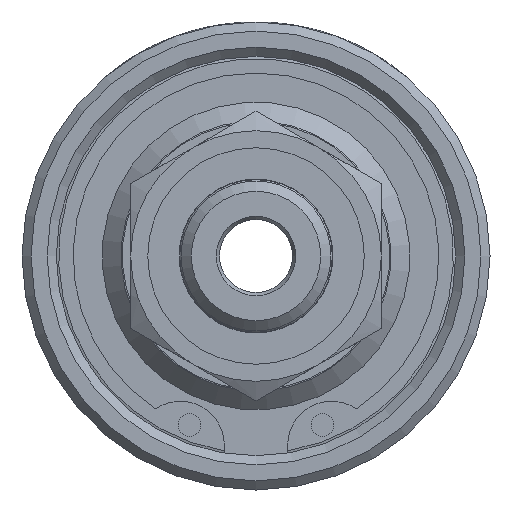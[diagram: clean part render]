
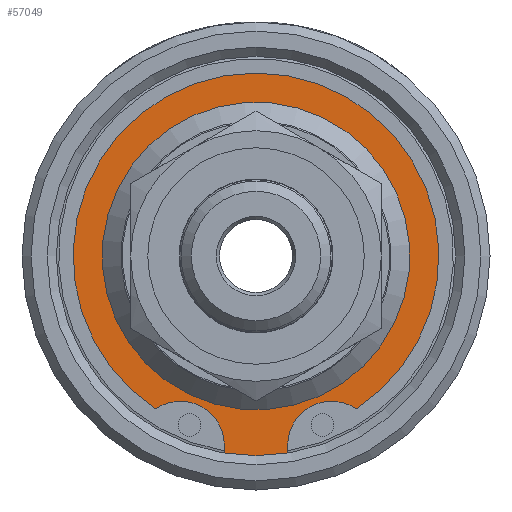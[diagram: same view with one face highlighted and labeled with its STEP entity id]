
A CAD part, left-side view. The second image highlights one B-rep face of the part: STEP entity #57049.
In plain terms, the highlighted planar face has unit normal (-1, 0, 0).
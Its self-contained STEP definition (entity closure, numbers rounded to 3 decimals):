
#56602=CARTESIAN_POINT('',(32.2,18.77,0.));
#56603=VERTEX_POINT('',#56602);
#56604=CARTESIAN_POINT('',(32.2,0.,0.));
#56605=DIRECTION('',(1.0,0.0,0.0));
#56606=DIRECTION('',(0.0,1.0,0.0));
#56607=AXIS2_PLACEMENT_3D('',#56604,#56605,#56606);
#56608=CIRCLE('',#56607,18.77);
#56609=EDGE_CURVE('',#56603,#56603,#56608,.T.);
#56757=CARTESIAN_POINT('',(32.2,-2.781,-18.384));
#56758=VERTEX_POINT('',#56757);
#56765=CARTESIAN_POINT('',(32.2,2.781,-18.384));
#56766=VERTEX_POINT('',#56765);
#56767=CARTESIAN_POINT('',(32.2,0.,0.));
#56768=DIRECTION('',(-1.0,0.,0.));
#56769=DIRECTION('',(0.,-0.15,-0.989));
#56770=AXIS2_PLACEMENT_3D('',#56767,#56768,#56769);
#56771=CIRCLE('',#56770,18.593);
#56772=EDGE_CURVE('',#56758,#56766,#56771,.T.);
#56797=CARTESIAN_POINT('',(32.2,-2.781,-16.594));
#56798=VERTEX_POINT('',#56797);
#56805=CARTESIAN_POINT('',(32.2,-2.781,-16.594));
#56806=DIRECTION('',(0.0,0.0,-1.0));
#56807=VECTOR('',#56806,1.79);
#56808=LINE('',#56805,#56807);
#56809=EDGE_CURVE('',#56798,#56758,#56808,.T.);
#56878=CARTESIAN_POINT('',(32.2,2.781,-16.594));
#56879=VERTEX_POINT('',#56878);
#56880=CARTESIAN_POINT('',(32.2,2.781,-18.384));
#56881=DIRECTION('',(0.0,0.0,1.0));
#56882=VECTOR('',#56881,1.79);
#56883=LINE('',#56880,#56882);
#56884=EDGE_CURVE('',#56766,#56879,#56883,.T.);
#56908=CARTESIAN_POINT('',(32.2,8.807,-13.421));
#56909=VERTEX_POINT('',#56908);
#56910=CARTESIAN_POINT('',(32.2,6.629,-16.594));
#56911=DIRECTION('',(1.0,0.0,0.0));
#56912=DIRECTION('',(0.0,-1.0,0.0));
#56913=AXIS2_PLACEMENT_3D('',#56910,#56911,#56912);
#56914=CIRCLE('',#56913,3.848);
#56915=EDGE_CURVE('',#56909,#56879,#56914,.T.);
#56941=CARTESIAN_POINT('',(32.2,-8.807,-13.421));
#56942=VERTEX_POINT('',#56941);
#56943=CARTESIAN_POINT('',(32.2,0.,0.));
#56944=DIRECTION('',(-1.0,0.,0.));
#56945=DIRECTION('',(0.,0.549,0.836));
#56946=AXIS2_PLACEMENT_3D('',#56943,#56944,#56945);
#56947=CIRCLE('',#56946,16.053);
#56948=EDGE_CURVE('',#56942,#56909,#56947,.T.);
#56974=CARTESIAN_POINT('',(32.2,-6.629,-16.594));
#56975=DIRECTION('',(1.0,0.,0.));
#56976=DIRECTION('',(0.,-0.566,0.824));
#56977=AXIS2_PLACEMENT_3D('',#56974,#56975,#56976);
#56978=CIRCLE('',#56977,3.848);
#56979=EDGE_CURVE('',#56798,#56942,#56978,.T.);
#57022=CARTESIAN_POINT('',(32.2,1.568,-15.42));
#57023=DIRECTION('',(-1.0,0.0,0.0));
#57024=DIRECTION('',(0.0,0.101,-0.995));
#57025=AXIS2_PLACEMENT_3D('',#57022,#57023,#57024);
#57026=PLANE('',#57025);
#57027=ORIENTED_EDGE('',*,*,#56609,.F.);
#57028=EDGE_LOOP('',(#57027));
#57029=FACE_OUTER_BOUND('',#57028,.T.);
#57030=ORIENTED_EDGE('',*,*,#56809,.F.);
#57031=ORIENTED_EDGE('',*,*,#56979,.T.);
#57032=ORIENTED_EDGE('',*,*,#56948,.T.);
#57033=ORIENTED_EDGE('',*,*,#56915,.T.);
#57034=ORIENTED_EDGE('',*,*,#56884,.F.);
#57035=ORIENTED_EDGE('',*,*,#56772,.F.);
#57036=EDGE_LOOP('',(#57030,#57031,#57032,#57033,#57034,#57035));
#57037=FACE_BOUND('',#57036,.T.);
#57038=CARTESIAN_POINT('',(32.2,1.366,-13.431));
#57039=VERTEX_POINT('',#57038);
#57040=CARTESIAN_POINT('',(32.2,0.,0.));
#57041=DIRECTION('',(-1.0,0.,0.));
#57042=DIRECTION('',(0.,0.101,-0.995));
#57043=AXIS2_PLACEMENT_3D('',#57040,#57041,#57042);
#57044=CIRCLE('',#57043,13.5);
#57045=EDGE_CURVE('',#57039,#57039,#57044,.T.);
#57046=ORIENTED_EDGE('',*,*,#57045,.F.);
#57047=EDGE_LOOP('',(#57046));
#57048=FACE_BOUND('',#57047,.T.);
#57049=ADVANCED_FACE('',(#57029,#57037,#57048),#57026,.T.);
